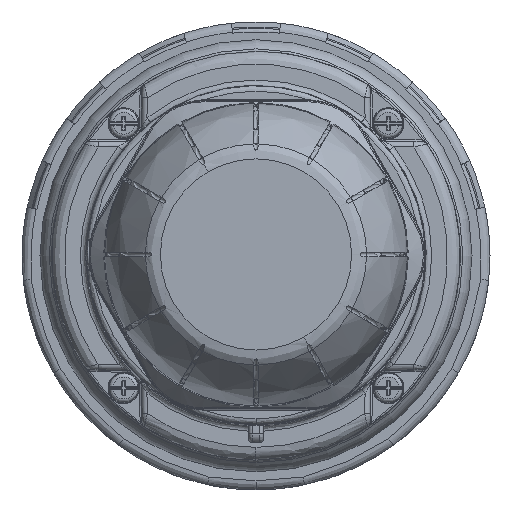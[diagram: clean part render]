
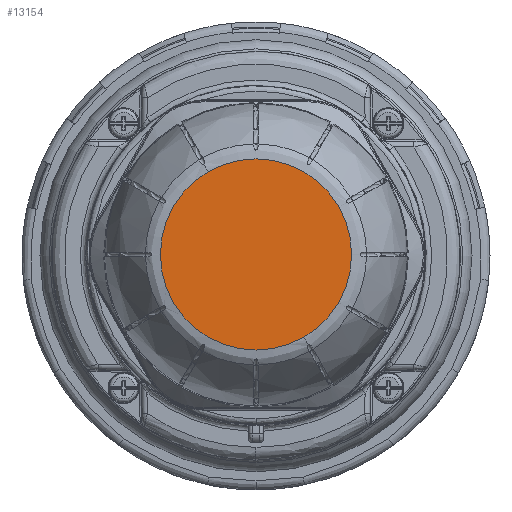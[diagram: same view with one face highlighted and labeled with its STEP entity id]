
A CAD part, top view. The second image highlights one B-rep face of the part: STEP entity #13154.
In plain terms, the highlighted planar face has unit normal (0, 0, 1).
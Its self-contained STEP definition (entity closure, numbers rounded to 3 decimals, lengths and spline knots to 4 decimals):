
#1901=FACE_OUTER_BOUND('',#2644,.T.);
#2644=EDGE_LOOP('',(#10924,#10925));
#4530=CIRCLE('',#14248,1.0332);
#4531=CIRCLE('',#14249,1.0332);
#5634=VERTEX_POINT('',#42544);
#5635=VERTEX_POINT('',#42545);
#7426=EDGE_CURVE('',#5634,#5635,#4530,.T.);
#7427=EDGE_CURVE('',#5635,#5634,#4531,.T.);
#10924=ORIENTED_EDGE('',*,*,#7426,.T.);
#10925=ORIENTED_EDGE('',*,*,#7427,.T.);
#11833=PLANE('',#14247);
#13154=ADVANCED_FACE('',(#1901),#11833,.F.);
#14247=AXIS2_PLACEMENT_3D('',#42543,#16860,#16861);
#14248=AXIS2_PLACEMENT_3D('',#42546,#16862,#16863);
#14249=AXIS2_PLACEMENT_3D('',#42547,#16864,#16865);
#16860=DIRECTION('center_axis',(0.,0.,-1.));
#16861=DIRECTION('ref_axis',(-0.866,-0.5,0.));
#16862=DIRECTION('center_axis',(0.,0.,
1.));
#16863=DIRECTION('ref_axis',(0.5,-0.866,0.));
#16864=DIRECTION('center_axis',(0.,0.,
1.));
#16865=DIRECTION('ref_axis',(0.5,-0.866,0.));
#42543=CARTESIAN_POINT('Origin',(-3.3655,1.4377,0.8686));
#42544=CARTESIAN_POINT('',(-0.8166,1.5111,0.8686));
#42545=CARTESIAN_POINT('',(0.2166,-0.2784,0.8686));
#42546=CARTESIAN_POINT('Origin',(-0.3,0.6164,0.8686));
#42547=CARTESIAN_POINT('Origin',(-0.3,0.6164,0.8686));
